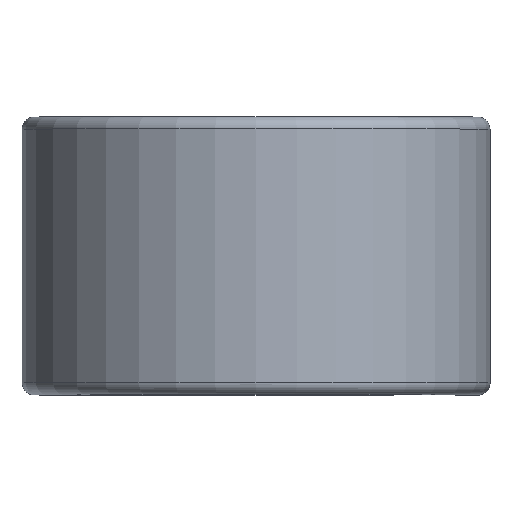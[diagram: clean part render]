
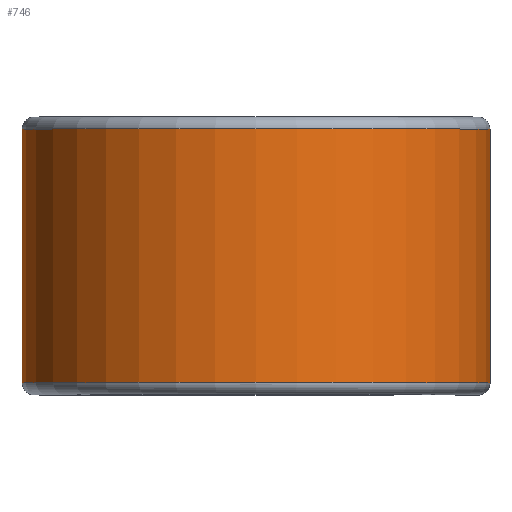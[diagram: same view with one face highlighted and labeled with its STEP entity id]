
A CAD part, top view. The second image highlights one B-rep face of the part: STEP entity #746.
In plain terms, the highlighted cylindrical face has radius 14.707 mm (diameter 29.413 mm), a partial arc.
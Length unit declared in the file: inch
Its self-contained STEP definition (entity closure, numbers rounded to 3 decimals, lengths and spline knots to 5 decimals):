
#13 = EDGE_CURVE ( 'NONE', #790, #762, #1867, .T. ) ;
#78 = DIRECTION ( 'NONE',  ( 0., 0., -1. ) ) ;
#178 = CARTESIAN_POINT ( 'NONE',  ( 0.579, 0.31375, 0. ) ) ;
#314 = AXIS2_PLACEMENT_3D ( 'NONE', #2062, #911, #2244 ) ;
#368 = LINE ( 'NONE', #1060, #1454 ) ;
#430 = AXIS2_PLACEMENT_3D ( 'NONE', #1992, #1081, #1088 ) ;
#614 = ORIENTED_EDGE ( 'NONE', *, *, #1116, .F. ) ;
#617 = DIRECTION ( 'NONE',  ( 0., 1., 0. ) ) ;
#746 = ADVANCED_FACE ( 'NONE', ( #841 ), #1185, .T. ) ;
#747 = EDGE_CURVE ( 'NONE', #762, #2156, #1340, .T. ) ;
#752 = CARTESIAN_POINT ( 'NONE',  ( 0., 0.31375, -0.579 ) ) ;
#762 = VERTEX_POINT ( 'NONE', #923 ) ;
#790 = VERTEX_POINT ( 'NONE', #1558 ) ;
#841 = FACE_OUTER_BOUND ( 'NONE', #2361, .T. ) ;
#852 = AXIS2_PLACEMENT_3D ( 'NONE', #2362, #1268, #78 ) ;
#872 = VERTEX_POINT ( 'NONE', #1371 ) ;
#911 = DIRECTION ( 'NONE',  ( 0., -1., 0. ) ) ;
#923 = CARTESIAN_POINT ( 'NONE',  ( 0.579, 0.31375, 0. ) ) ;
#1060 = CARTESIAN_POINT ( 'NONE',  ( 0., 0.31375, -0.579 ) ) ;
#1081 = DIRECTION ( 'NONE',  ( 0., -1., 0. ) ) ;
#1088 = DIRECTION ( 'NONE',  ( 0., 0., -1. ) ) ;
#1116 = EDGE_CURVE ( 'NONE', #790, #872, #1881, .T. ) ;
#1185 = CYLINDRICAL_SURFACE ( 'NONE', #430, 0.579 ) ;
#1268 = DIRECTION ( 'NONE',  ( 0., -1., 0. ) ) ;
#1340 = CIRCLE ( 'NONE', #314, 0.579 ) ;
#1371 = CARTESIAN_POINT ( 'NONE',  ( 0., -0.31375, -0.579 ) ) ;
#1454 = VECTOR ( 'NONE', #1984, 39.37008 ) ;
#1558 = CARTESIAN_POINT ( 'NONE',  ( 0.579, -0.31375, 0. ) ) ;
#1731 = VECTOR ( 'NONE', #617, 39.37008 ) ;
#1867 = LINE ( 'NONE', #178, #1731 ) ;
#1881 = CIRCLE ( 'NONE', #852, 0.579 ) ;
#1973 = ORIENTED_EDGE ( 'NONE', *, *, #2067, .F. ) ;
#1984 = DIRECTION ( 'NONE',  ( 0., 1., 0. ) ) ;
#1992 = CARTESIAN_POINT ( 'NONE',  ( 0., 0.3125, 0. ) ) ;
#2062 = CARTESIAN_POINT ( 'NONE',  ( 0., 0.31375, 0. ) ) ;
#2067 = EDGE_CURVE ( 'NONE', #872, #2156, #368, .T. ) ;
#2156 = VERTEX_POINT ( 'NONE', #752 ) ;
#2244 = DIRECTION ( 'NONE',  ( 0., 0., -1. ) ) ;
#2347 = ORIENTED_EDGE ( 'NONE', *, *, #747, .T. ) ;
#2357 = ORIENTED_EDGE ( 'NONE', *, *, #13, .T. ) ;
#2361 = EDGE_LOOP ( 'NONE', ( #2357, #2347, #1973, #614 ) ) ;
#2362 = CARTESIAN_POINT ( 'NONE',  ( 0., -0.31375, 0. ) ) ;
